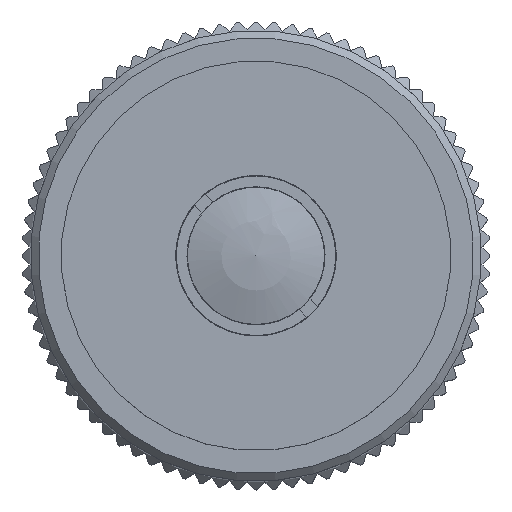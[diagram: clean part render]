
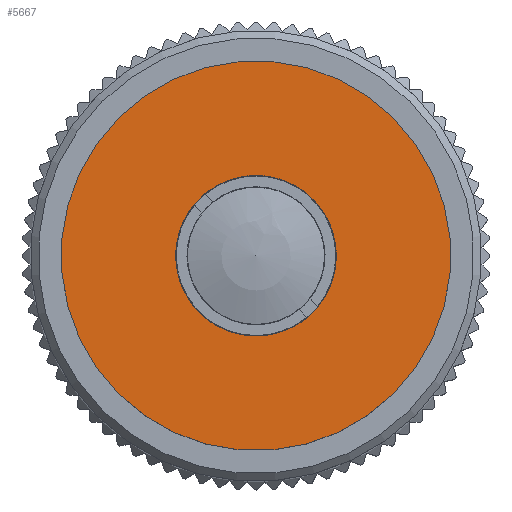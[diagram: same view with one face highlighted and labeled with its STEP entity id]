
A CAD part, top view. The second image highlights one B-rep face of the part: STEP entity #5667.
In plain terms, the highlighted planar face has unit normal (0, 0, 1).
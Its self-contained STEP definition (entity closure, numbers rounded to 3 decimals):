
#1091=FACE_BOUND('',#1452,.T.);
#1131=FACE_OUTER_BOUND('',#1451,.T.);
#1451=EDGE_LOOP('',(#3495));
#1452=EDGE_LOOP('',(#3496));
#1778=CIRCLE('',#6010,12.7);
#1779=CIRCLE('',#6011,5.23);
#1998=VERTEX_POINT('',#7998);
#1999=VERTEX_POINT('',#8000);
#2593=EDGE_CURVE('',#1998,#1998,#1778,.T.);
#2594=EDGE_CURVE('',#1999,#1999,#1779,.T.);
#3495=ORIENTED_EDGE('',*,*,#2593,.T.);
#3496=ORIENTED_EDGE('',*,*,#2594,.T.);
#5151=PLANE('',#6009);
#5667=ADVANCED_FACE('',(#1131,#1091),#5151,.T.);
#6009=AXIS2_PLACEMENT_3D('',#7997,#6620,#6621);
#6010=AXIS2_PLACEMENT_3D('',#7999,#6622,#6623);
#6011=AXIS2_PLACEMENT_3D('',#8001,#6624,#6625);
#6620=DIRECTION('center_axis',(0.,0.,
1.));
#6621=DIRECTION('ref_axis',(-0.707,0.707,0.));
#6622=DIRECTION('center_axis',(0.,0.,
1.));
#6623=DIRECTION('ref_axis',(0.707,-0.707,0.));
#6624=DIRECTION('center_axis',(0.,0.,
-1.));
#6625=DIRECTION('ref_axis',(-0.707,0.707,0.));
#7997=CARTESIAN_POINT('Origin',(0.,0.,
61.3));
#7998=CARTESIAN_POINT('',(-8.98,8.98,61.3));
#7999=CARTESIAN_POINT('Origin',(0.,0.,
61.3));
#8000=CARTESIAN_POINT('',(-3.698,3.698,61.3));
#8001=CARTESIAN_POINT('Origin',(0.,0.,
61.3));
